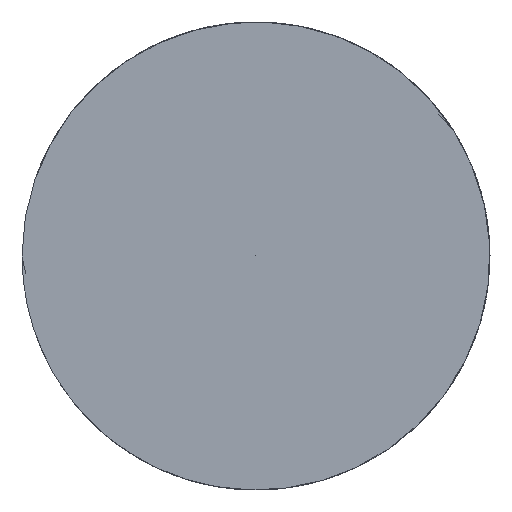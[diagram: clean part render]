
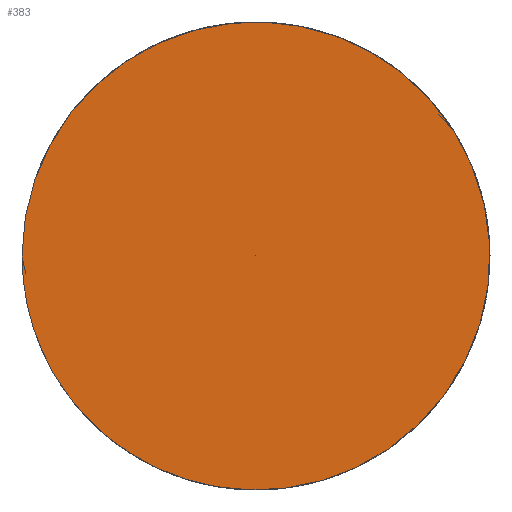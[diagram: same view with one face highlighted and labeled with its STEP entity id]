
A CAD part, left-side view. The second image highlights one B-rep face of the part: STEP entity #383.
In plain terms, the highlighted free-form (B-spline) face has degree [5, 3] with [6, 4] control points.
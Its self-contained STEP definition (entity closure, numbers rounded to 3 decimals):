
#297 = CARTESIAN_POINT ('', (-50., 2., 0.));
#298 = VERTEX_POINT ('', #297);
#308 = CARTESIAN_POINT ('', (-50., 2., 0.));
#309 = CARTESIAN_POINT ('', (-50., 2., 8.));
#310 = CARTESIAN_POINT ('', (-50., -6., 4.));
#311 = CARTESIAN_POINT ('', (-50., -6., -4.));
#312 = CARTESIAN_POINT ('', (-50., 2., -8.));
#313 = CARTESIAN_POINT ('', (-50., 2., 0.));
#314 = (
   BOUNDED_CURVE ()
   B_SPLINE_CURVE (5, (#308, #309, #310, #311, #312, #313), .UNSPECIFIED., .T., .U.)
   B_SPLINE_CURVE_WITH_KNOTS ((6, 6), (0., 1.), .UNSPECIFIED.)
   CURVE ()
   GEOMETRIC_REPRESENTATION_ITEM ()
   RATIONAL_B_SPLINE_CURVE ((5., 1., 1., 1., 1., 5.))
   REPRESENTATION_ITEM ('')
);
#315 = EDGE_CURVE ('', #298, #298, #314, .T.);
#345 = CARTESIAN_POINT ('', (-50., 0., 0.));
#346 = VERTEX_POINT ('', #345);
#347 = CARTESIAN_POINT ('', (-50., 2., 0.));
#348 = CARTESIAN_POINT ('', (-50., 1.333, 0.));
#349 = CARTESIAN_POINT ('', (-50., 0.667, 0.));
#350 = CARTESIAN_POINT ('', (-50., 0., 0.));
#351 = B_SPLINE_CURVE_WITH_KNOTS ('', 3, (#347, #348, #349, #350), .UNSPECIFIED., .F., .U., (4, 4), (0., 1.), .UNSPECIFIED.);
#352 = EDGE_CURVE ('', #298, #346, #351, .T.);
#353 = ORIENTED_EDGE ('', *, *, #352, .F.);
#354 = ORIENTED_EDGE ('', *, *, #315, .T.);
#355 = ORIENTED_EDGE ('', *, *, #352, .T.);
#356 = EDGE_LOOP ('', (#353, #354, #355));
#357 = FACE_OUTER_BOUND ('', #356, .F.);
#358 = CARTESIAN_POINT ('', (-50., 2., 0.));
#359 = CARTESIAN_POINT ('', (-50., 1.333, 0.));
#360 = CARTESIAN_POINT ('', (-50., 0.667, 0.));
#361 = CARTESIAN_POINT ('', (-50., 0., 0.));
#362 = CARTESIAN_POINT ('', (-50., 2., 8.));
#363 = CARTESIAN_POINT ('', (-50., 1.333, 5.333));
#364 = CARTESIAN_POINT ('', (-50., 0.667, 2.667));
#365 = CARTESIAN_POINT ('', (-50., 0., 0.));
#366 = CARTESIAN_POINT ('', (-50., -6., 4.));
#367 = CARTESIAN_POINT ('', (-50., -4., 2.667));
#368 = CARTESIAN_POINT ('', (-50., -2., 1.333));
#369 = CARTESIAN_POINT ('', (-50., 0., 0.));
#370 = CARTESIAN_POINT ('', (-50., -6., -4.));
#371 = CARTESIAN_POINT ('', (-50., -4., -2.667));
#372 = CARTESIAN_POINT ('', (-50., -2., -1.333));
#373 = CARTESIAN_POINT ('', (-50., 0., 0.));
#374 = CARTESIAN_POINT ('', (-50., 2., -8.));
#375 = CARTESIAN_POINT ('', (-50., 1.333, -5.333));
#376 = CARTESIAN_POINT ('', (-50., 0.667, -2.667));
#377 = CARTESIAN_POINT ('', (-50., 0., 0.));
#378 = CARTESIAN_POINT ('', (-50., 2., 0.));
#379 = CARTESIAN_POINT ('', (-50., 1.333, 0.));
#380 = CARTESIAN_POINT ('', (-50., 0.667, 0.));
#381 = CARTESIAN_POINT ('', (-50., 0., 0.));
#382 = (
   BOUNDED_SURFACE ()
   B_SPLINE_SURFACE (5, 3, ((#358, #359, #360, #361), (#362, #363, #364, #365), (#366, #367, #368, #369), (#370, #371, #372, #373), (#374, #375, #376, #377), (#378, #379, #380, #381)), .UNSPECIFIED., .T., .F., .U.)
   B_SPLINE_SURFACE_WITH_KNOTS ((6, 6), (4, 4), (0., 1.), (0., 1.), .UNSPECIFIED.)
   SURFACE ()
   GEOMETRIC_REPRESENTATION_ITEM ()
   RATIONAL_B_SPLINE_SURFACE (((5., 5., 5., 5.), (1., 1., 1., 1.), (1., 1., 1., 1.), (1., 1., 1., 1.), (1., 1., 1., 1.), (5., 5., 5., 5.)))
   REPRESENTATION_ITEM ('')
);
#383 = ADVANCED_FACE ('', (#357), #382, .F.);
